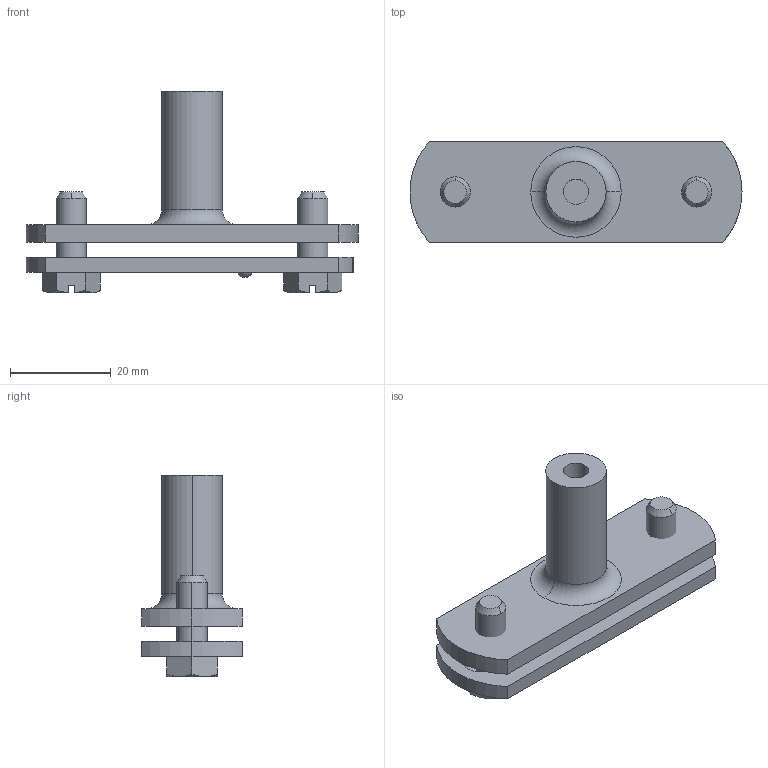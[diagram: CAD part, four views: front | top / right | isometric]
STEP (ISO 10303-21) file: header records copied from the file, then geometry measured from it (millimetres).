
FILE_DESCRIPTION(('CoCreate Modeling STEP Export'),'2;1');
FILE_NAME('5229553.stp','2018-09-20T 9:46:55',(''),(''),'CoCreate Modeling STEP processor for AP214 (Solid Model)','CoCreate Modeling 16.00D 29-May-2009 (C) Parametric Technology GmbH','');
FILE_SCHEMA(('AUTOMOTIVE_DESIGN { 1 0 10303 214 1 1 1 1 }'));
Length unit declared in the file: millimetre
Products named in the file (5): P_0000004781_1_Sechskantschraube_mit_Kombischlitz.1; Ueberleger; Unterteil; Leitungshalter; 5229480.stp
Assembly tree (5 placements, depth 3):
  5229480.stp
    Leitungshalter
      P_0000004781_1_Sechskantschraube_mit_Kombischlitz.1  x2
      Unterteil
      Ueberleger
Bounding box: 66 x 20 x 40 mm (x, y, z)
Volume: 11264 mm3; surface area: 8599.6 mm2
Topology: 4 solids, 4 shells, 190 faces, 533 edges, 349 vertices
Faces by surface type: plane 94, cone 38, cylinder 36, bspline 16, sphere 4, torus 2
Entity records: 6057 total; most frequent: CARTESIAN_POINT 3153, ORIENTED_EDGE 660, DIRECTION 419, EDGE_CURVE 330, VERTEX_POINT 221, VECTOR 145, LINE 145, AXIS2_PLACEMENT_3D 137
